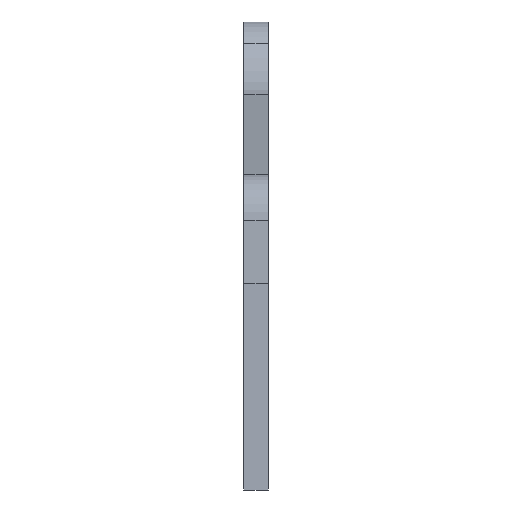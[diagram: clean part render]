
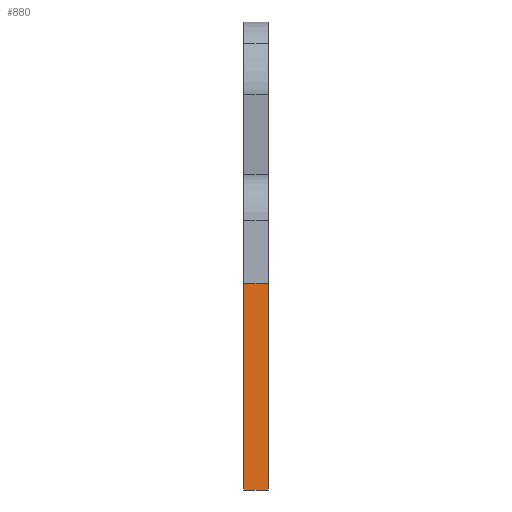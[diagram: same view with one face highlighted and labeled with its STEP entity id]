
A CAD part, front view. The second image highlights one B-rep face of the part: STEP entity #880.
In plain terms, the highlighted planar face has unit normal (0, -0.999, 0.034).
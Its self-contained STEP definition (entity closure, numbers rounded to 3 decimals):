
#51=PLANE('',#974);
#84=FACE_OUTER_BOUND('',#138,.T.);
#138=EDGE_LOOP('',(#726,#727,#728,#729));
#218=LINE('',#1432,#297);
#220=LINE('',#1436,#299);
#224=LINE('',#1462,#303);
#225=LINE('',#1463,#304);
#297=VECTOR('',#1165,10.);
#299=VECTOR('',#1169,10.);
#303=VECTOR('',#1193,10.);
#304=VECTOR('',#1194,10.);
#423=VERTEX_POINT('',#1429);
#424=VERTEX_POINT('',#1431);
#425=VERTEX_POINT('',#1435);
#437=VERTEX_POINT('',#1461);
#532=EDGE_CURVE('',#424,#423,#218,.T.);
#534=EDGE_CURVE('',#425,#424,#220,.T.);
#547=EDGE_CURVE('',#437,#423,#224,.T.);
#548=EDGE_CURVE('',#425,#437,#225,.T.);
#726=ORIENTED_EDGE('',*,*,#532,.T.);
#727=ORIENTED_EDGE('',*,*,#547,.F.);
#728=ORIENTED_EDGE('',*,*,#548,.F.);
#729=ORIENTED_EDGE('',*,*,#534,.T.);
#880=ADVANCED_FACE('',(#84),#51,.T.);
#974=AXIS2_PLACEMENT_3D('',#1460,#1191,#1192);
#1165=DIRECTION('',(1.,0.,0.));
#1169=DIRECTION('',(0.,-0.034,-0.999));
#1191=DIRECTION('center_axis',(0.,-0.999,0.034));
#1192=DIRECTION('ref_axis',(0.,-0.034,-0.999));
#1193=DIRECTION('',(0.,-0.034,-0.999));
#1194=DIRECTION('',(1.,0.,0.));
#1429=CARTESIAN_POINT('',(-20.,-10.331,13.624));
#1431=CARTESIAN_POINT('',(-22.,-10.331,13.624));
#1432=CARTESIAN_POINT('',(-31.204,-10.331,13.624));
#1435=CARTESIAN_POINT('',(-22.,-9.745,30.809));
#1436=CARTESIAN_POINT('',(-22.,-9.745,30.809));
#1460=CARTESIAN_POINT('Origin',(-22.,-9.745,30.809));
#1461=CARTESIAN_POINT('',(-20.,-9.745,30.809));
#1462=CARTESIAN_POINT('',(-20.,-9.745,30.809));
#1463=CARTESIAN_POINT('',(-22.,-9.745,30.809));
